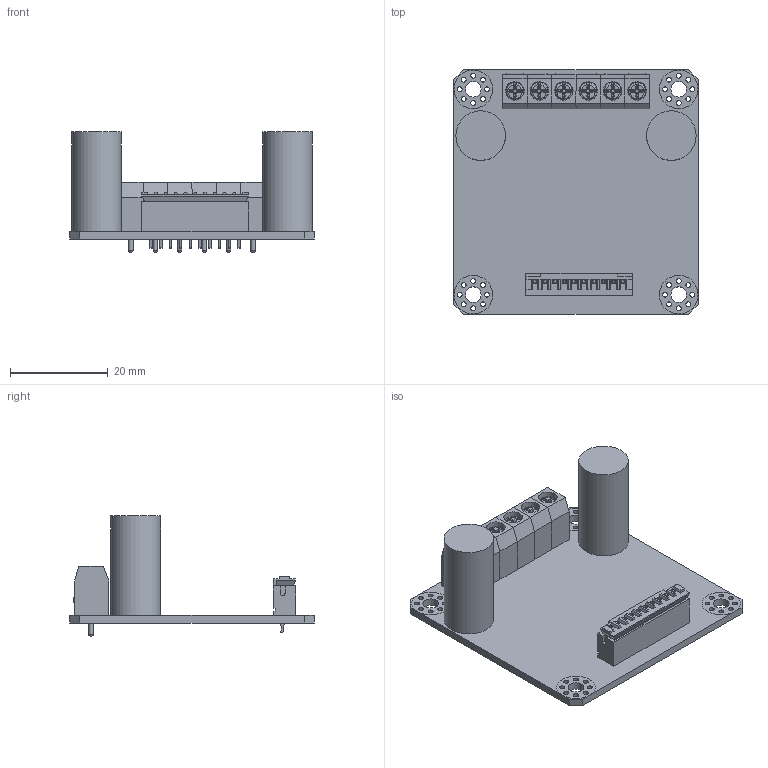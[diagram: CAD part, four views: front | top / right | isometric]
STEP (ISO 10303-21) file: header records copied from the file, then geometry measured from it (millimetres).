
FILE_DESCRIPTION(/* description */ (''),/* implementation_level */ '2;1');
FILE_NAME(/* name */ 'Makerbase Pro 5160.step',/* time_stamp */ '2025-04-09T21:05:46-04:00',/* author */ (''),/* organization */ (''),/* preprocessor_version */ 'ST-DEVELOPER v20.1',/* originating_system */ 'Autodesk Translation Framework v14.4.0.0',/* authorisation */ '');
FILE_SCHEMA (('AUTOMOTIVE_DESIGN { 1 0 10303 214 3 1 1 }'));
Length unit declared in the file: millimetre
Products named in the file (8): Makerbase pro 5160; PCB Mount Screw Terminal Block Connector_6 Pins; Wire Tension Clip; Set Screw; Wire Socket; ConnectorBody; JST PH; CONNECTOR, JST PHR SERIES (TOP ENTRY TH WITH PLUG)_PHR-10
Assembly tree (27 placements, depth 3):
  Makerbase pro 5160
    PCB Mount Screw Terminal Block Connector_6 Pins
      ConnectorBody  x6
      Wire Socket  x6
      Set Screw  x6
      Wire Tension Clip  x6
    JST PH
      CONNECTOR, JST PHR SERIES (TOP ENTRY TH WITH PLUG)_PHR-10
Bounding box: 50 x 50 x 24.55 mm (x, y, z)
Volume: 9304.9 mm3; surface area: 14102.1 mm2
Topology: 43 solids, 43 shells, 1950 faces, 5060 edges, 3116 vertices
Faces by surface type: plane 974, cylinder 620, bspline 242, sphere 48, cone 42, torus 24
Full cylindrical faces by diameter (mm): 0.9 x6, 0.978 x10, 1 x32, 3.2 x4, 3.5 x84, 3.771 x78, 3.8 x12, 7.9 x8, 10.13 x2
Entity records: 31514 total; most frequent: CARTESIAN_POINT 13791, ORIENTED_EDGE 3748, DIRECTION 3245, EDGE_CURVE 1874, LINE 1395, VECTOR 1395, VERTEX_POINT 1216, AXIS2_PLACEMENT_3D 925
